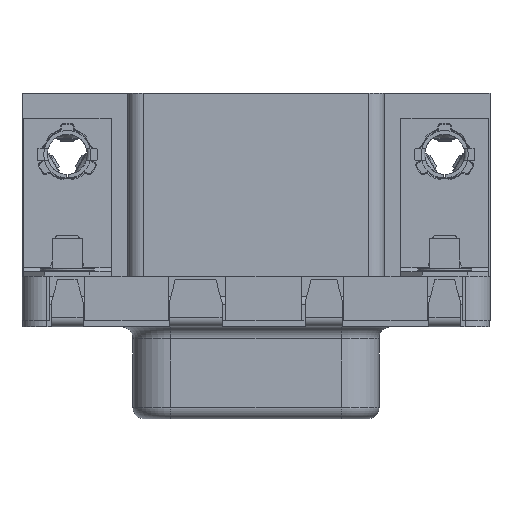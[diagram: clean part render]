
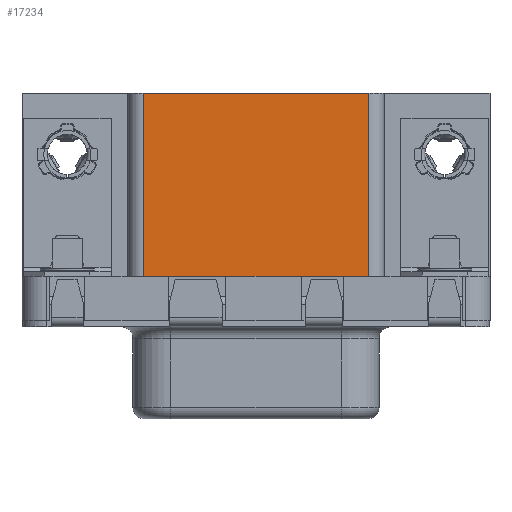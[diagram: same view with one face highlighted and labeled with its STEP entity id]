
A CAD part, top view. The second image highlights one B-rep face of the part: STEP entity #17234.
In plain terms, the highlighted planar face has unit normal (0, 0, 1).
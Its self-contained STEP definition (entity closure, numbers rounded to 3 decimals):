
#1276=FACE_OUTER_BOUND('',#2286,.T.);
#2286=EDGE_LOOP('',(#13632,#13633,#13634,#13635));
#2925=LINE('',#24761,#4638);
#3169=LINE('',#25327,#4882);
#3807=LINE('',#29018,#5520);
#3808=LINE('',#29020,#5521);
#4638=VECTOR('',#19598,14.96);
#4882=VECTOR('',#19972,14.96);
#5520=VECTOR('',#22056,12.13);
#5521=VECTOR('',#22059,12.13);
#7051=VERTEX_POINT('',#24758);
#7052=VERTEX_POINT('',#24760);
#7308=VERTEX_POINT('',#25324);
#7309=VERTEX_POINT('',#25326);
#8675=EDGE_CURVE('',#7051,#7052,#2925,.T.);
#8959=EDGE_CURVE('',#7309,#7308,#3169,.T.);
#9981=EDGE_CURVE('',#7052,#7308,#3807,.T.);
#9982=EDGE_CURVE('',#7051,#7309,#3808,.T.);
#13632=ORIENTED_EDGE('',*,*,#9981,.F.);
#13633=ORIENTED_EDGE('',*,*,#8675,.F.);
#13634=ORIENTED_EDGE('',*,*,#9982,.T.);
#13635=ORIENTED_EDGE('',*,*,#8959,.T.);
#16477=PLANE('',#18610);
#17234=ADVANCED_FACE('',(#1276),#16477,.T.);
#18610=AXIS2_PLACEMENT_3D('',#29019,#22057,#22058);
#19598=DIRECTION('',(1.,0.,0.));
#19972=DIRECTION('',(1.,0.,0.));
#22056=DIRECTION('',(0.,-1.,0.));
#22057=DIRECTION('center_axis',(0.,0.,1.));
#22058=DIRECTION('ref_axis',(1.,0.,0.));
#22059=DIRECTION('',(0.,-1.,0.));
#24758=CARTESIAN_POINT('',(-11.8,1.51,10.01));
#24760=CARTESIAN_POINT('',(3.16,1.51,10.01));
#24761=CARTESIAN_POINT('',(-11.8,1.51,10.01));
#25324=CARTESIAN_POINT('',(3.16,-10.62,10.01));
#25326=CARTESIAN_POINT('',(-11.8,-10.62,10.01));
#25327=CARTESIAN_POINT('',(-11.8,-10.62,10.01));
#29018=CARTESIAN_POINT('',(3.16,1.51,10.01));
#29019=CARTESIAN_POINT('Origin',(-12.8,-10.62,10.01));
#29020=CARTESIAN_POINT('',(-11.8,1.51,10.01));
